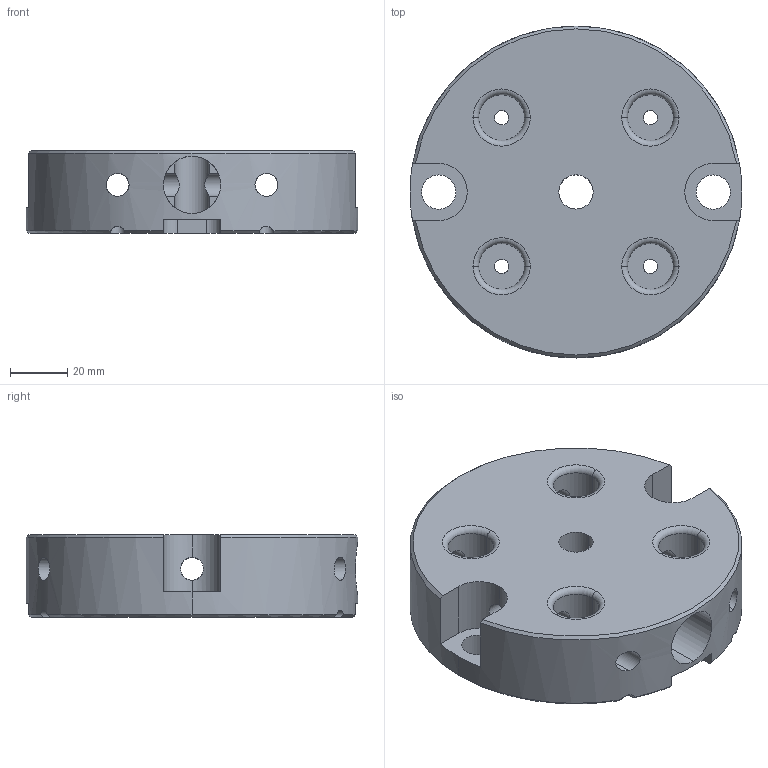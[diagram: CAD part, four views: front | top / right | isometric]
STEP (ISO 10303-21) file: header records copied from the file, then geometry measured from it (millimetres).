
FILE_DESCRIPTION (( 'STEP AP203' ), '1' );
FILE_NAME ('SF-M-52X52-8004.STEP', '2025-03-13T07:58:43', ( '微软用户' ), ( '微软中国' ), 'SwSTEP 2.0', 'SolidWorks 2016', '' );
FILE_SCHEMA (( 'CONFIG_CONTROL_DESIGN' ));
Length unit declared in the file: millimetre
Products named in the file (1): SF-M-52X52-8004
Bounding box: 116 x 116 x 29 mm (x, y, z)
Volume: 234527 mm3; surface area: 45739.4 mm2
Topology: 1 solids, 1 shells, 105 faces, 286 edges, 175 vertices
Faces by surface type: cylinder 64, plane 24, cone 9, torus 8
Entity records: 4705 total; most frequent: CARTESIAN_POINT 2002, ORIENTED_EDGE 572, DIRECTION 523, EDGE_CURVE 286, AXIS2_PLACEMENT_3D 205, VERTEX_POINT 175, EDGE_LOOP 133, VECTOR 113
